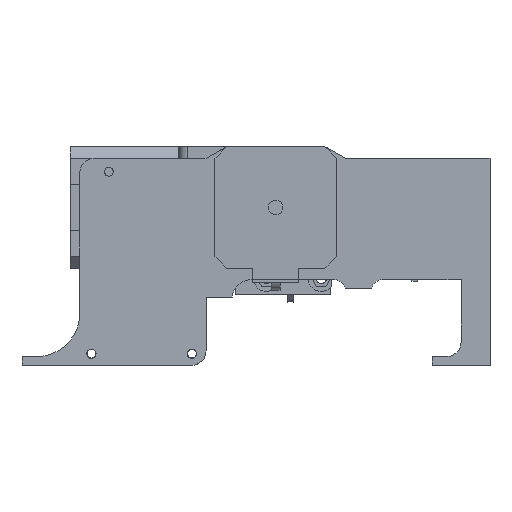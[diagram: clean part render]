
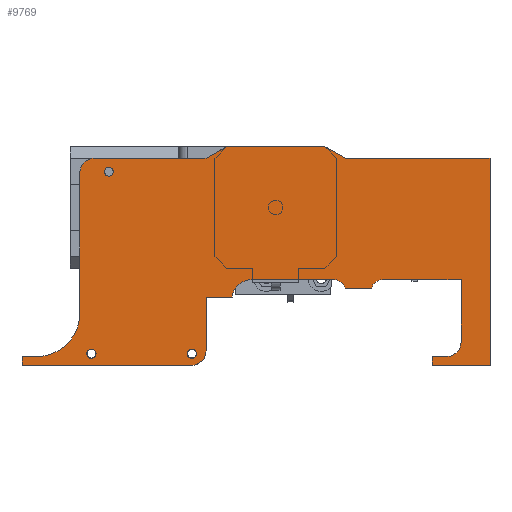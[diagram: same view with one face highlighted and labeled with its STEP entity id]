
A CAD part, front view. The second image highlights one B-rep face of the part: STEP entity #9769.
In plain terms, the highlighted planar face has unit normal (0, -1, 0).
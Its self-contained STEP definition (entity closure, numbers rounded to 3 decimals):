
#247=FACE_BOUND('',#1708,.T.);
#248=FACE_BOUND('',#1709,.T.);
#249=FACE_BOUND('',#1710,.T.);
#603=PLANE('',#10766);
#1080=FACE_OUTER_BOUND('',#1707,.T.);
#1707=EDGE_LOOP('',(#8514,#8515,#8516,#8517,#8518,#8519,#8520,#8521,#8522,
#8523,#8524,#8525,#8526,#8527,#8528,#8529,#8530,#8531,#8532,#8533,#8534,
#8535,#8536,#8537,#8538,#8539));
#1708=EDGE_LOOP('',(#8540));
#1709=EDGE_LOOP('',(#8541));
#1710=EDGE_LOOP('',(#8542));
#2547=LINE('',#16438,#3455);
#2562=LINE('',#16488,#3470);
#2589=LINE('',#16710,#3497);
#2590=LINE('',#16714,#3498);
#2591=LINE('',#16716,#3499);
#2592=LINE('',#16718,#3500);
#2593=LINE('',#16722,#3501);
#2594=LINE('',#16724,#3502);
#2595=LINE('',#16728,#3503);
#2596=LINE('',#16732,#3504);
#2597=LINE('',#16736,#3505);
#2598=LINE('',#16738,#3506);
#2599=LINE('',#16742,#3507);
#2600=LINE('',#16744,#3508);
#2601=LINE('',#16745,#3509);
#2602=LINE('',#16747,#3510);
#2603=LINE('',#16749,#3511);
#2604=LINE('',#16751,#3512);
#2605=LINE('',#16752,#3513);
#3455=VECTOR('',#13035,10.);
#3470=VECTOR('',#13080,10.);
#3497=VECTOR('',#13185,10.);
#3498=VECTOR('',#13188,10.);
#3499=VECTOR('',#13189,10.);
#3500=VECTOR('',#13190,10.);
#3501=VECTOR('',#13193,10.);
#3502=VECTOR('',#13194,10.);
#3503=VECTOR('',#13197,10.);
#3504=VECTOR('',#13200,10.);
#3505=VECTOR('',#13203,10.);
#3506=VECTOR('',#13204,10.);
#3507=VECTOR('',#13207,10.);
#3508=VECTOR('',#13208,10.);
#3509=VECTOR('',#13209,10.);
#3510=VECTOR('',#13210,10.);
#3511=VECTOR('',#13211,10.);
#3512=VECTOR('',#13212,10.);
#3513=VECTOR('',#13213,10.);
#4002=CIRCLE('',#10765,5.);
#4003=CIRCLE('',#10767,15.);
#4004=CIRCLE('',#10768,5.);
#4005=CIRCLE('',#10769,7.);
#4006=CIRCLE('',#10770,4.);
#4007=CIRCLE('',#10771,4.);
#4008=CIRCLE('',#10772,5.);
#4009=CIRCLE('',#10773,1.6);
#4010=CIRCLE('',#10774,1.5);
#4011=CIRCLE('',#10775,1.6);
#4780=VERTEX_POINT('',#16435);
#4781=VERTEX_POINT('',#16437);
#4801=VERTEX_POINT('',#16487);
#4845=VERTEX_POINT('',#16703);
#4846=VERTEX_POINT('',#16705);
#4847=VERTEX_POINT('',#16709);
#4848=VERTEX_POINT('',#16711);
#4849=VERTEX_POINT('',#16713);
#4850=VERTEX_POINT('',#16715);
#4851=VERTEX_POINT('',#16717);
#4852=VERTEX_POINT('',#16719);
#4853=VERTEX_POINT('',#16721);
#4854=VERTEX_POINT('',#16723);
#4855=VERTEX_POINT('',#16725);
#4856=VERTEX_POINT('',#16727);
#4857=VERTEX_POINT('',#16729);
#4858=VERTEX_POINT('',#16731);
#4859=VERTEX_POINT('',#16733);
#4860=VERTEX_POINT('',#16735);
#4861=VERTEX_POINT('',#16737);
#4862=VERTEX_POINT('',#16739);
#4863=VERTEX_POINT('',#16741);
#4864=VERTEX_POINT('',#16743);
#4865=VERTEX_POINT('',#16746);
#4866=VERTEX_POINT('',#16748);
#4867=VERTEX_POINT('',#16750);
#4868=VERTEX_POINT('',#16753);
#4869=VERTEX_POINT('',#16755);
#4870=VERTEX_POINT('',#16757);
#6032=EDGE_CURVE('',#4780,#4781,#2547,.T.);
#6057=EDGE_CURVE('',#4781,#4801,#2562,.T.);
#6116=EDGE_CURVE('',#4845,#4846,#4002,.T.);
#6118=EDGE_CURVE('',#4845,#4847,#2589,.T.);
#6119=EDGE_CURVE('',#4848,#4847,#4003,.T.);
#6120=EDGE_CURVE('',#4849,#4848,#2590,.T.);
#6121=EDGE_CURVE('',#4850,#4849,#2591,.T.);
#6122=EDGE_CURVE('',#4850,#4851,#2592,.T.);
#6123=EDGE_CURVE('',#4852,#4851,#4004,.T.);
#6124=EDGE_CURVE('',#4853,#4852,#2593,.T.);
#6125=EDGE_CURVE('',#4854,#4853,#2594,.T.);
#6126=EDGE_CURVE('',#4854,#4855,#4005,.F.);
#6127=EDGE_CURVE('',#4855,#4856,#2595,.T.);
#6128=EDGE_CURVE('',#4857,#4856,#4006,.T.);
#6129=EDGE_CURVE('',#4858,#4857,#2596,.T.);
#6130=EDGE_CURVE('',#4858,#4859,#4007,.F.);
#6131=EDGE_CURVE('',#4859,#4860,#2597,.T.);
#6132=EDGE_CURVE('',#4861,#4860,#2598,.T.);
#6133=EDGE_CURVE('',#4862,#4861,#4008,.T.);
#6134=EDGE_CURVE('',#4863,#4862,#2599,.T.);
#6135=EDGE_CURVE('',#4864,#4863,#2600,.T.);
#6136=EDGE_CURVE('',#4801,#4864,#2601,.T.);
#6137=EDGE_CURVE('',#4780,#4865,#2602,.T.);
#6138=EDGE_CURVE('',#4865,#4866,#2603,.T.);
#6139=EDGE_CURVE('',#4866,#4867,#2604,.T.);
#6140=EDGE_CURVE('',#4846,#4867,#2605,.T.);
#6141=EDGE_CURVE('',#4868,#4868,#4009,.T.);
#6142=EDGE_CURVE('',#4869,#4869,#4010,.T.);
#6143=EDGE_CURVE('',#4870,#4870,#4011,.T.);
#8514=ORIENTED_EDGE('',*,*,#6116,.F.);
#8515=ORIENTED_EDGE('',*,*,#6118,.T.);
#8516=ORIENTED_EDGE('',*,*,#6119,.F.);
#8517=ORIENTED_EDGE('',*,*,#6120,.F.);
#8518=ORIENTED_EDGE('',*,*,#6121,.F.);
#8519=ORIENTED_EDGE('',*,*,#6122,.T.);
#8520=ORIENTED_EDGE('',*,*,#6123,.F.);
#8521=ORIENTED_EDGE('',*,*,#6124,.F.);
#8522=ORIENTED_EDGE('',*,*,#6125,.F.);
#8523=ORIENTED_EDGE('',*,*,#6126,.T.);
#8524=ORIENTED_EDGE('',*,*,#6127,.T.);
#8525=ORIENTED_EDGE('',*,*,#6128,.F.);
#8526=ORIENTED_EDGE('',*,*,#6129,.F.);
#8527=ORIENTED_EDGE('',*,*,#6130,.T.);
#8528=ORIENTED_EDGE('',*,*,#6131,.T.);
#8529=ORIENTED_EDGE('',*,*,#6132,.F.);
#8530=ORIENTED_EDGE('',*,*,#6133,.F.);
#8531=ORIENTED_EDGE('',*,*,#6134,.F.);
#8532=ORIENTED_EDGE('',*,*,#6135,.F.);
#8533=ORIENTED_EDGE('',*,*,#6136,.F.);
#8534=ORIENTED_EDGE('',*,*,#6057,.F.);
#8535=ORIENTED_EDGE('',*,*,#6032,.F.);
#8536=ORIENTED_EDGE('',*,*,#6137,.T.);
#8537=ORIENTED_EDGE('',*,*,#6138,.T.);
#8538=ORIENTED_EDGE('',*,*,#6139,.T.);
#8539=ORIENTED_EDGE('',*,*,#6140,.F.);
#8540=ORIENTED_EDGE('',*,*,#6141,.T.);
#8541=ORIENTED_EDGE('',*,*,#6142,.T.);
#8542=ORIENTED_EDGE('',*,*,#6143,.T.);
#9769=ADVANCED_FACE('',(#1080,#247,#248,#249),#603,.T.);
#10765=AXIS2_PLACEMENT_3D('',#16706,#13180,#13181);
#10766=AXIS2_PLACEMENT_3D('',#16708,#13183,#13184);
#10767=AXIS2_PLACEMENT_3D('',#16712,#13186,#13187);
#10768=AXIS2_PLACEMENT_3D('',#16720,#13191,#13192);
#10769=AXIS2_PLACEMENT_3D('',#16726,#13195,#13196);
#10770=AXIS2_PLACEMENT_3D('',#16730,#13198,#13199);
#10771=AXIS2_PLACEMENT_3D('',#16734,#13201,#13202);
#10772=AXIS2_PLACEMENT_3D('',#16740,#13205,#13206);
#10773=AXIS2_PLACEMENT_3D('',#16754,#13214,#13215);
#10774=AXIS2_PLACEMENT_3D('',#16756,#13216,#13217);
#10775=AXIS2_PLACEMENT_3D('',#16758,#13218,#13219);
#13035=DIRECTION('',(1.,0.,0.));
#13080=DIRECTION('',(0.,0.,-1.));
#13180=DIRECTION('center_axis',(0.,1.,0.));
#13181=DIRECTION('ref_axis',(-0.707,0.,0.707));
#13183=DIRECTION('center_axis',(0.,-1.,0.));
#13184=DIRECTION('ref_axis',(0.,0.,-1.));
#13185=DIRECTION('',(0.,0.,-1.));
#13186=DIRECTION('center_axis',(0.,-1.,0.));
#13187=DIRECTION('ref_axis',(0.707,0.,-0.707));
#13188=DIRECTION('',(1.,0.,0.));
#13189=DIRECTION('',(0.,0.,1.));
#13190=DIRECTION('',(1.,0.,0.));
#13191=DIRECTION('center_axis',(0.,1.,0.));
#13192=DIRECTION('ref_axis',(0.707,0.,-0.707));
#13193=DIRECTION('',(0.,0.,-1.));
#13194=DIRECTION('',(-1.,0.,0.));
#13195=DIRECTION('center_axis',(0.,-1.,0.));
#13196=DIRECTION('ref_axis',(-0.99,0.,0.143));
#13197=DIRECTION('',(1.,0.,0.));
#13198=DIRECTION('center_axis',(0.,-1.,0.));
#13199=DIRECTION('ref_axis',(0.968,0.,0.25));
#13200=DIRECTION('',(-1.,0.,0.));
#13201=DIRECTION('center_axis',(0.,-1.,0.));
#13202=DIRECTION('ref_axis',(-0.968,0.,0.25));
#13203=DIRECTION('',(1.,0.,0.));
#13204=DIRECTION('',(0.,0.,1.));
#13205=DIRECTION('center_axis',(0.,-1.,0.));
#13206=DIRECTION('ref_axis',(0.707,0.,-0.707));
#13207=DIRECTION('',(1.,0.,0.));
#13208=DIRECTION('',(0.,0.,1.));
#13209=DIRECTION('',(-1.,0.,0.));
#13210=DIRECTION('',(-0.871,0.,0.491));
#13211=DIRECTION('',(-1.,0.,0.));
#13212=DIRECTION('',(-0.871,0.,-0.491));
#13213=DIRECTION('',(1.,0.,0.));
#13214=DIRECTION('center_axis',(0.,1.,0.));
#13215=DIRECTION('ref_axis',(1.,0.,0.));
#13216=DIRECTION('center_axis',(0.,1.,0.));
#13217=DIRECTION('ref_axis',(1.,0.,0.));
#13218=DIRECTION('center_axis',(0.,1.,0.));
#13219=DIRECTION('ref_axis',(1.,0.,0.));
#16435=CARTESIAN_POINT('',(24.1,-0.2,17.));
#16437=CARTESIAN_POINT('',(74.1,-0.2,17.));
#16438=CARTESIAN_POINT('',(24.1,-0.2,17.));
#16487=CARTESIAN_POINT('',(74.1,-0.2,-54.563));
#16488=CARTESIAN_POINT('',(74.1,-0.2,17.));
#16703=CARTESIAN_POINT('',(-67.724,-0.2,12.));
#16705=CARTESIAN_POINT('',(-62.724,-0.2,17.));
#16706=CARTESIAN_POINT('Origin',(-62.724,-0.2,12.));
#16708=CARTESIAN_POINT('Origin',(0.,-0.2,
-1.55));
#16709=CARTESIAN_POINT('',(-67.724,-0.2,-36.563));
#16710=CARTESIAN_POINT('',(-67.724,-0.2,-50.563));
#16711=CARTESIAN_POINT('',(-82.724,-0.2,-51.563));
#16712=CARTESIAN_POINT('Origin',(-82.724,-0.2,-36.563));
#16713=CARTESIAN_POINT('',(-87.724,-0.2,-51.563));
#16714=CARTESIAN_POINT('',(-87.724,-0.2,-51.563));
#16715=CARTESIAN_POINT('',(-87.724,-0.2,-54.563));
#16716=CARTESIAN_POINT('',(-87.724,-0.2,-54.563));
#16717=CARTESIAN_POINT('',(-29.1,-0.2,-54.563));
#16718=CARTESIAN_POINT('',(-63.724,-0.2,-54.563));
#16719=CARTESIAN_POINT('',(-24.1,-0.2,-49.563));
#16720=CARTESIAN_POINT('Origin',(-29.1,-0.2,-49.563));
#16721=CARTESIAN_POINT('',(-24.1,-0.2,-30.964));
#16722=CARTESIAN_POINT('',(-24.1,-0.2,-24.1));
#16723=CARTESIAN_POINT('',(-15.1,-0.2,-30.964));
#16724=CARTESIAN_POINT('',(-15.1,-0.2,-30.964));
#16725=CARTESIAN_POINT('',(-8.172,-0.2,-24.964));
#16726=CARTESIAN_POINT('Origin',(-8.172,-0.2,-31.964));
#16727=CARTESIAN_POINT('',(20.227,-0.2,-24.964));
#16728=CARTESIAN_POINT('',(-24.632,-0.2,-24.964));
#16729=CARTESIAN_POINT('',(24.1,-0.2,-27.964));
#16730=CARTESIAN_POINT('Origin',(20.227,-0.2,-28.964));
#16731=CARTESIAN_POINT('',(33.1,-0.2,-27.964));
#16732=CARTESIAN_POINT('',(33.1,-0.2,-27.964));
#16733=CARTESIAN_POINT('',(36.973,-0.2,-24.964));
#16734=CARTESIAN_POINT('Origin',(36.973,-0.2,-28.964));
#16735=CARTESIAN_POINT('',(64.1,-0.2,-24.964));
#16736=CARTESIAN_POINT('',(-24.632,-0.2,-24.964));
#16737=CARTESIAN_POINT('',(64.1,-0.2,-46.563));
#16738=CARTESIAN_POINT('',(64.1,-0.2,-54.563));
#16739=CARTESIAN_POINT('',(59.1,-0.2,-51.563));
#16740=CARTESIAN_POINT('Origin',(59.1,-0.2,-46.563));
#16741=CARTESIAN_POINT('',(54.1,-0.2,-51.563));
#16742=CARTESIAN_POINT('',(74.1,-0.2,-51.563));
#16743=CARTESIAN_POINT('',(54.1,-0.2,-54.563));
#16744=CARTESIAN_POINT('',(54.1,-0.2,-54.563));
#16745=CARTESIAN_POINT('',(74.1,-0.2,-54.563));
#16746=CARTESIAN_POINT('',(17.,-0.2,21.));
#16747=CARTESIAN_POINT('',(18.92,-0.2,19.919));
#16748=CARTESIAN_POINT('',(-17.,-0.2,21.));
#16749=CARTESIAN_POINT('',(8.5,-0.2,21.));
#16750=CARTESIAN_POINT('',(-24.1,-0.2,17.));
#16751=CARTESIAN_POINT('',(-15.37,-0.2,21.919));
#16752=CARTESIAN_POINT('',(-67.724,-0.2,17.));
#16753=CARTESIAN_POINT('',(-65.324,-0.2,-50.563));
#16754=CARTESIAN_POINT('Origin',(-63.724,-0.2,-50.563));
#16755=CARTESIAN_POINT('',(-59.221,-0.2,12.356));
#16756=CARTESIAN_POINT('Origin',(-57.721,-0.2,12.356));
#16757=CARTESIAN_POINT('',(-30.558,-0.2,-50.563));
#16758=CARTESIAN_POINT('Origin',(-28.958,-0.2,-50.563));
